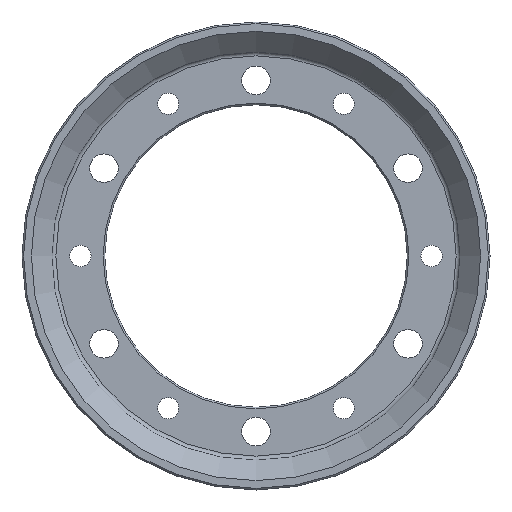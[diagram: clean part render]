
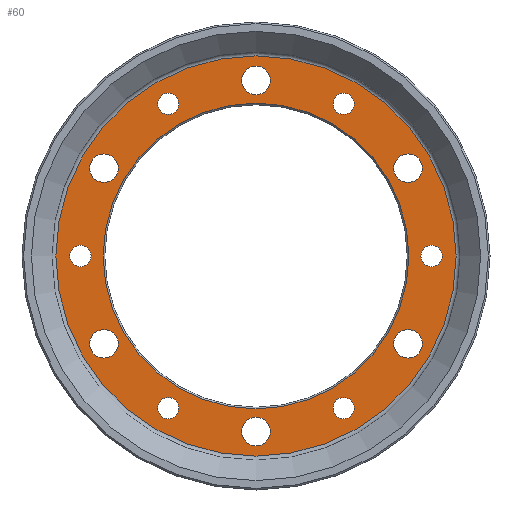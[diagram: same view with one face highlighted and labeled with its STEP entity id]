
A CAD part, front view. The second image highlights one B-rep face of the part: STEP entity #60.
In plain terms, the highlighted planar face has unit normal (0, -1, 0).
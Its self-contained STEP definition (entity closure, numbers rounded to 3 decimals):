
#60=ADVANCED_FACE('',(#102,#103,#104,#105,#106,#107,#108,#109,#110,#111,
#112,#113,#114,#115),#84,.F.);
#84=PLANE('',#533);
#102=FACE_BOUND('',#176,.T.);
#103=FACE_BOUND('',#177,.T.);
#104=FACE_BOUND('',#178,.T.);
#105=FACE_BOUND('',#179,.T.);
#106=FACE_BOUND('',#180,.T.);
#107=FACE_BOUND('',#181,.T.);
#108=FACE_BOUND('',#182,.T.);
#109=FACE_BOUND('',#183,.T.);
#110=FACE_BOUND('',#184,.T.);
#111=FACE_BOUND('',#185,.T.);
#112=FACE_BOUND('',#186,.T.);
#113=FACE_BOUND('',#187,.T.);
#114=FACE_BOUND('',#188,.T.);
#115=FACE_BOUND('',#189,.T.);
#176=EDGE_LOOP('',(#250));
#177=EDGE_LOOP('',(#251));
#178=EDGE_LOOP('',(#252));
#179=EDGE_LOOP('',(#253));
#180=EDGE_LOOP('',(#254));
#181=EDGE_LOOP('',(#255));
#182=EDGE_LOOP('',(#256));
#183=EDGE_LOOP('',(#257));
#184=EDGE_LOOP('',(#258));
#185=EDGE_LOOP('',(#259));
#186=EDGE_LOOP('',(#260));
#187=EDGE_LOOP('',(#261));
#188=EDGE_LOOP('',(#262));
#189=EDGE_LOOP('',(#263));
#250=ORIENTED_EDGE('',*,*,#362,.T.);
#251=ORIENTED_EDGE('',*,*,#363,.T.);
#252=ORIENTED_EDGE('',*,*,#364,.T.);
#253=ORIENTED_EDGE('',*,*,#365,.T.);
#254=ORIENTED_EDGE('',*,*,#366,.T.);
#255=ORIENTED_EDGE('',*,*,#367,.T.);
#256=ORIENTED_EDGE('',*,*,#368,.T.);
#257=ORIENTED_EDGE('',*,*,#369,.T.);
#258=ORIENTED_EDGE('',*,*,#370,.T.);
#259=ORIENTED_EDGE('',*,*,#371,.T.);
#260=ORIENTED_EDGE('',*,*,#372,.T.);
#261=ORIENTED_EDGE('',*,*,#373,.T.);
#262=ORIENTED_EDGE('',*,*,#374,.T.);
#263=ORIENTED_EDGE('',*,*,#375,.T.);
#324=VERTEX_POINT('',#764);
#325=VERTEX_POINT('',#766);
#326=VERTEX_POINT('',#768);
#327=VERTEX_POINT('',#770);
#328=VERTEX_POINT('',#772);
#329=VERTEX_POINT('',#774);
#330=VERTEX_POINT('',#776);
#331=VERTEX_POINT('',#778);
#332=VERTEX_POINT('',#780);
#333=VERTEX_POINT('',#782);
#334=VERTEX_POINT('',#784);
#335=VERTEX_POINT('',#786);
#336=VERTEX_POINT('',#788);
#337=VERTEX_POINT('',#790);
#362=EDGE_CURVE('',#324,#324,#466,.T.);
#363=EDGE_CURVE('',#325,#325,#467,.T.);
#364=EDGE_CURVE('',#326,#326,#468,.T.);
#365=EDGE_CURVE('',#327,#327,#469,.T.);
#366=EDGE_CURVE('',#328,#328,#470,.T.);
#367=EDGE_CURVE('',#329,#329,#471,.T.);
#368=EDGE_CURVE('',#330,#330,#472,.T.);
#369=EDGE_CURVE('',#331,#331,#473,.T.);
#370=EDGE_CURVE('',#332,#332,#474,.T.);
#371=EDGE_CURVE('',#333,#333,#475,.T.);
#372=EDGE_CURVE('',#334,#334,#476,.T.);
#373=EDGE_CURVE('',#335,#335,#477,.T.);
#374=EDGE_CURVE('',#336,#336,#478,.T.);
#375=EDGE_CURVE('',#337,#337,#479,.T.);
#466=CIRCLE('',#519,24.5);
#467=CIRCLE('',#520,18.71);
#468=CIRCLE('',#521,1.75);
#469=CIRCLE('',#522,1.75);
#470=CIRCLE('',#523,1.75);
#471=CIRCLE('',#524,1.75);
#472=CIRCLE('',#525,1.75);
#473=CIRCLE('',#526,1.75);
#474=CIRCLE('',#527,1.3);
#475=CIRCLE('',#528,1.3);
#476=CIRCLE('',#529,1.3);
#477=CIRCLE('',#530,1.3);
#478=CIRCLE('',#531,1.3);
#479=CIRCLE('',#532,1.3);
#519=AXIS2_PLACEMENT_3D('',#763,#626,#627);
#520=AXIS2_PLACEMENT_3D('',#765,#628,#629);
#521=AXIS2_PLACEMENT_3D('',#767,#630,#631);
#522=AXIS2_PLACEMENT_3D('',#769,#632,#633);
#523=AXIS2_PLACEMENT_3D('',#771,#634,#635);
#524=AXIS2_PLACEMENT_3D('',#773,#636,#637);
#525=AXIS2_PLACEMENT_3D('',#775,#638,#639);
#526=AXIS2_PLACEMENT_3D('',#777,#640,#641);
#527=AXIS2_PLACEMENT_3D('',#779,#642,#643);
#528=AXIS2_PLACEMENT_3D('',#781,#644,#645);
#529=AXIS2_PLACEMENT_3D('',#783,#646,#647);
#530=AXIS2_PLACEMENT_3D('',#785,#648,#649);
#531=AXIS2_PLACEMENT_3D('',#787,#650,#651);
#532=AXIS2_PLACEMENT_3D('',#789,#652,#653);
#533=AXIS2_PLACEMENT_3D('',#791,#654,#655);
#626=DIRECTION('',(0.,-1.,0.));
#627=DIRECTION('',(0.,0.,1.));
#628=DIRECTION('',(0.,1.,0.));
#629=DIRECTION('',(0.,0.,1.));
#630=DIRECTION('',(0.,1.,0.));
#631=DIRECTION('',(0.,0.,1.));
#632=DIRECTION('',(0.,1.,0.));
#633=DIRECTION('',(0.,0.,1.));
#634=DIRECTION('',(0.,1.,0.));
#635=DIRECTION('',(0.,0.,1.));
#636=DIRECTION('',(0.,1.,0.));
#637=DIRECTION('',(0.,0.,1.));
#638=DIRECTION('',(0.,1.,0.));
#639=DIRECTION('',(0.,0.,1.));
#640=DIRECTION('',(0.,1.,0.));
#641=DIRECTION('',(0.,0.,1.));
#642=DIRECTION('',(0.,1.,0.));
#643=DIRECTION('',(0.,0.,1.));
#644=DIRECTION('',(0.,1.,0.));
#645=DIRECTION('',(0.,0.,1.));
#646=DIRECTION('',(0.,1.,0.));
#647=DIRECTION('',(0.,0.,1.));
#648=DIRECTION('',(0.,1.,0.));
#649=DIRECTION('',(0.,0.,1.));
#650=DIRECTION('',(0.,1.,0.));
#651=DIRECTION('',(0.,0.,1.));
#652=DIRECTION('',(0.,1.,0.));
#653=DIRECTION('',(0.,0.,1.));
#654=DIRECTION('',(0.,1.,0.));
#655=DIRECTION('',(0.,0.,1.));
#763=CARTESIAN_POINT('',(0.,-3.,0.));
#764=CARTESIAN_POINT('',(0.,-3.,24.5));
#765=CARTESIAN_POINT('',(0.,-3.,0.));
#766=CARTESIAN_POINT('',(0.,-3.,18.71));
#767=CARTESIAN_POINT('',(18.62,-3.,-10.75));
#768=CARTESIAN_POINT('',(18.62,-3.,-9.));
#769=CARTESIAN_POINT('',(0.,-3.,-21.5));
#770=CARTESIAN_POINT('',(0.,-3.,-19.75));
#771=CARTESIAN_POINT('',(-18.62,-3.,-10.75));
#772=CARTESIAN_POINT('',(-18.62,-3.,-9.));
#773=CARTESIAN_POINT('',(-18.62,-3.,10.75));
#774=CARTESIAN_POINT('',(-18.62,-3.,12.5));
#775=CARTESIAN_POINT('',(0.,-3.,21.5));
#776=CARTESIAN_POINT('',(0.,-3.,23.25));
#777=CARTESIAN_POINT('',(18.62,-3.,10.75));
#778=CARTESIAN_POINT('',(18.62,-3.,12.5));
#779=CARTESIAN_POINT('',(10.75,-3.,-18.62));
#780=CARTESIAN_POINT('',(10.75,-3.,-17.32));
#781=CARTESIAN_POINT('',(-10.75,-3.,-18.62));
#782=CARTESIAN_POINT('',(-10.75,-3.,-17.32));
#783=CARTESIAN_POINT('',(-21.5,-3.,0.));
#784=CARTESIAN_POINT('',(-21.5,-3.,1.3));
#785=CARTESIAN_POINT('',(-10.75,-3.,18.62));
#786=CARTESIAN_POINT('',(-10.75,-3.,19.92));
#787=CARTESIAN_POINT('',(10.75,-3.,18.62));
#788=CARTESIAN_POINT('',(10.75,-3.,19.92));
#789=CARTESIAN_POINT('',(21.5,-3.,0.));
#790=CARTESIAN_POINT('',(21.5,-3.,1.3));
#791=CARTESIAN_POINT('',(18.51,-3.,0.));
